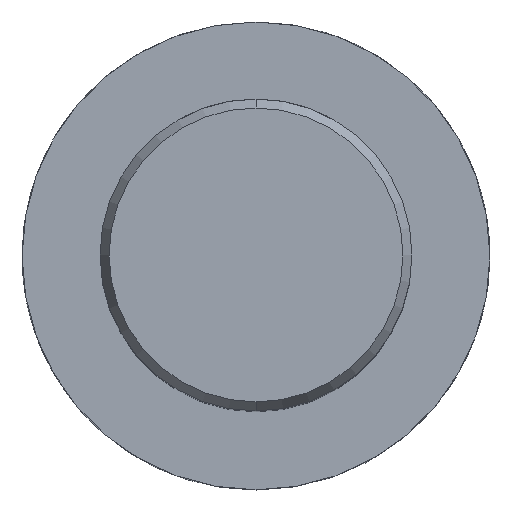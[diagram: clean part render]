
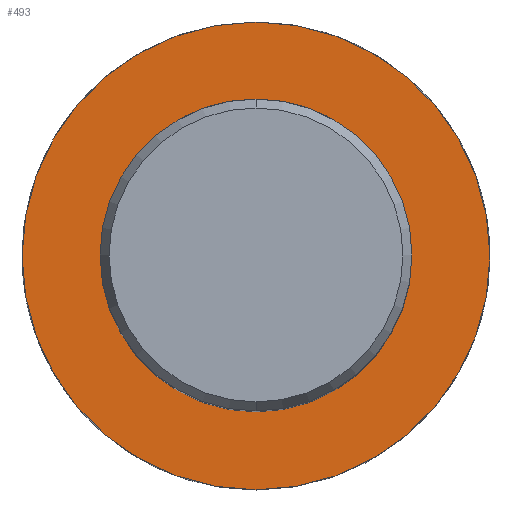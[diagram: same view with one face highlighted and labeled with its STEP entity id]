
A CAD part, top view. The second image highlights one B-rep face of the part: STEP entity #493.
In plain terms, the highlighted planar face has unit normal (0, 0, 1).
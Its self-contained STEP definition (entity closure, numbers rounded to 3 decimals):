
#493=ADVANCED_FACE('',(#1308,#1309),#1310,.T.);
#497=VERTEX_POINT('',#1314);
#559=VERTEX_POINT('',#1380);
#725=EDGE_CURVE('',#559,#835,#1564,.T.);
#759=EDGE_CURVE('',#835,#559,#1600,.T.);
#835=VERTEX_POINT('',#1684);
#975=EDGE_CURVE('',#497,#1087,#1839,.T.);
#1023=EDGE_CURVE('',#1087,#497,#1888,.T.);
#1087=VERTEX_POINT('',#1958);
#1308=FACE_BOUND('',#2368,.T.);
#1309=FACE_OUTER_BOUND('',#2369,.T.);
#1310=PLANE('',#2370);
#1314=CARTESIAN_POINT('',(0.0,20.0,-70.0));
#1380=CARTESIAN_POINT('',(0.,-30.0,-70.0));
#1564=CIRCLE('',#3080,30.0);
#1600=CIRCLE('',#3177,30.0);
#1684=CARTESIAN_POINT('',(0.0,30.0,-70.0));
#1839=CIRCLE('',#4151,20.0);
#1888=CIRCLE('',#4253,20.0);
#1958=CARTESIAN_POINT('',(0.,-20.0,-70.0));
#2368=EDGE_LOOP('',(#5008,#5009));
#2369=EDGE_LOOP('',(#5010,#5011));
#2370=AXIS2_PLACEMENT_3D('',#5012,#5013,#5014);
#3080=AXIS2_PLACEMENT_3D('',#5292,#5293,#5294);
#3177=AXIS2_PLACEMENT_3D('',#5339,#5340,#5341);
#4151=AXIS2_PLACEMENT_3D('',#5649,#5650,#5651);
#4253=AXIS2_PLACEMENT_3D('',#5674,#5675,#5676);
#5008=ORIENTED_EDGE('',*,*,#975,.T.);
#5009=ORIENTED_EDGE('',*,*,#1023,.T.);
#5010=ORIENTED_EDGE('',*,*,#759,.F.);
#5011=ORIENTED_EDGE('',*,*,#725,.F.);
#5012=CARTESIAN_POINT('',(0.0,15.0,-70.0));
#5013=DIRECTION('',(-0.0,0.0,1.0));
#5014=DIRECTION('',(0.0,-1.0,0.0));
#5292=CARTESIAN_POINT('',(0.0,0.0,-70.0));
#5293=DIRECTION('',(0.0,0.0,-1.0));
#5294=DIRECTION('',(0.0,1.0,0.0));
#5339=CARTESIAN_POINT('',(0.0,0.0,-70.0));
#5340=DIRECTION('',(0.0,0.0,-1.0));
#5341=DIRECTION('',(0.0,1.0,0.0));
#5649=CARTESIAN_POINT('',(0.0,0.0,-70.0));
#5650=DIRECTION('',(-0.0,0.0,-1.0));
#5651=DIRECTION('',(0.0,1.0,0.0));
#5674=CARTESIAN_POINT('',(0.0,0.0,-70.0));
#5675=DIRECTION('',(-0.0,0.0,-1.0));
#5676=DIRECTION('',(0.0,1.0,0.0));
